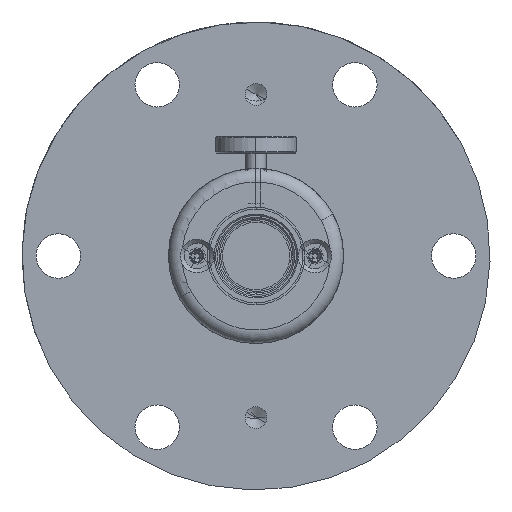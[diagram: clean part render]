
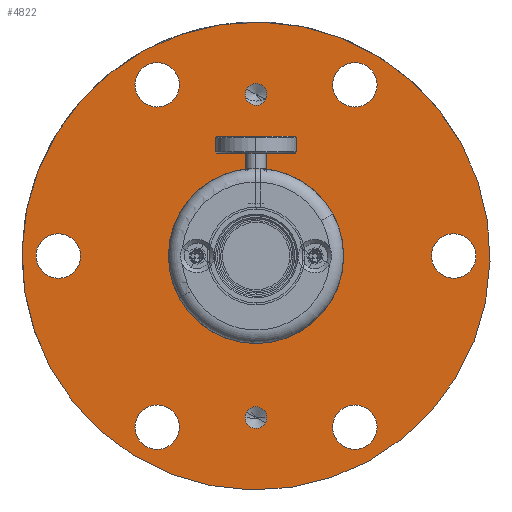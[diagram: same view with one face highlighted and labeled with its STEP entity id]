
A CAD part, front view. The second image highlights one B-rep face of the part: STEP entity #4822.
In plain terms, the highlighted face is planar.
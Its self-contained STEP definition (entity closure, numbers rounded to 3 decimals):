
#4622=AXIS2_PLACEMENT_3D('Circle Axis2P3D',#4620,#4621,$) ;
#4641=AXIS2_PLACEMENT_3D('Circle Axis2P3D',#4639,#4640,$) ;
#4654=AXIS2_PLACEMENT_3D('Plane Axis2P3D',#4651,#4652,#4653) ;
#4658=AXIS2_PLACEMENT_3D('Circle Axis2P3D',#4656,#4657,$) ;
#4667=AXIS2_PLACEMENT_3D('Circle Axis2P3D',#4665,#4666,$) ;
#4676=AXIS2_PLACEMENT_3D('Circle Axis2P3D',#4674,#4675,$) ;
#4685=AXIS2_PLACEMENT_3D('Circle Axis2P3D',#4683,#4684,$) ;
#4694=AXIS2_PLACEMENT_3D('Circle Axis2P3D',#4692,#4693,$) ;
#4703=AXIS2_PLACEMENT_3D('Circle Axis2P3D',#4701,#4702,$) ;
#4716=AXIS2_PLACEMENT_3D('Circle Axis2P3D',#4714,#4715,$) ;
#4725=AXIS2_PLACEMENT_3D('Circle Axis2P3D',#4723,#4724,$) ;
#4734=AXIS2_PLACEMENT_3D('Circle Axis2P3D',#4732,#4733,$) ;
#4743=AXIS2_PLACEMENT_3D('Circle Axis2P3D',#4741,#4742,$) ;
#4752=AXIS2_PLACEMENT_3D('Circle Axis2P3D',#4750,#4751,$) ;
#4761=AXIS2_PLACEMENT_3D('Circle Axis2P3D',#4759,#4760,$) ;
#4770=AXIS2_PLACEMENT_3D('Circle Axis2P3D',#4768,#4769,$) ;
#4779=AXIS2_PLACEMENT_3D('Circle Axis2P3D',#4777,#4778,$) ;
#4788=AXIS2_PLACEMENT_3D('Circle Axis2P3D',#4786,#4787,$) ;
#4797=AXIS2_PLACEMENT_3D('Circle Axis2P3D',#4795,#4796,$) ;
#4806=AXIS2_PLACEMENT_3D('Circle Axis2P3D',#4804,#4805,$) ;
#4815=AXIS2_PLACEMENT_3D('Circle Axis2P3D',#4813,#4814,$) ;
#4617=CARTESIAN_POINT('Vertex',(11.8,4.827,-2.637)) ;
#4620=CARTESIAN_POINT('Axis2P3D Location',(11.8,0.,0.)) ;
#4624=CARTESIAN_POINT('Vertex',(11.8,-4.827,2.637)) ;
#4639=CARTESIAN_POINT('Axis2P3D Location',(11.8,0.,0.)) ;
#4651=CARTESIAN_POINT('Axis2P3D Location',(11.8,34.75,0.)) ;
#4656=CARTESIAN_POINT('Axis2P3D Location',(11.8,0.,0.)) ;
#4660=CARTESIAN_POINT('Vertex',(11.8,-30.496,-16.66)) ;
#4662=CARTESIAN_POINT('Vertex',(11.8,30.496,16.66)) ;
#4665=CARTESIAN_POINT('Axis2P3D Location',(11.8,0.,0.)) ;
#4674=CARTESIAN_POINT('Axis2P3D Location',(11.8,0.,-24.)) ;
#4678=CARTESIAN_POINT('Vertex',(11.8,-1.423,-23.223)) ;
#4680=CARTESIAN_POINT('Vertex',(11.8,1.423,-24.777)) ;
#4683=CARTESIAN_POINT('Axis2P3D Location',(11.8,0.,-24.)) ;
#4692=CARTESIAN_POINT('Axis2P3D Location',(11.8,0.,24.)) ;
#4696=CARTESIAN_POINT('Vertex',(11.8,-1.423,24.777)) ;
#4698=CARTESIAN_POINT('Vertex',(11.8,1.423,23.223)) ;
#4701=CARTESIAN_POINT('Axis2P3D Location',(11.8,0.,24.)) ;
#4714=CARTESIAN_POINT('Axis2P3D Location',(11.8,-29.35,0.)) ;
#4718=CARTESIAN_POINT('Vertex',(11.8,-26.454,1.582)) ;
#4720=CARTESIAN_POINT('Vertex',(11.8,-32.246,-1.582)) ;
#4723=CARTESIAN_POINT('Axis2P3D Location',(11.8,-29.35,0.)) ;
#4732=CARTESIAN_POINT('Axis2P3D Location',(11.8,-14.675,-25.418)) ;
#4736=CARTESIAN_POINT('Vertex',(11.8,-17.571,-27.)) ;
#4738=CARTESIAN_POINT('Vertex',(11.8,-11.779,-23.836)) ;
#4741=CARTESIAN_POINT('Axis2P3D Location',(11.8,-14.675,-25.418)) ;
#4750=CARTESIAN_POINT('Axis2P3D Location',(11.8,14.675,-25.418)) ;
#4754=CARTESIAN_POINT('Vertex',(11.8,11.779,-27.)) ;
#4756=CARTESIAN_POINT('Vertex',(11.8,17.571,-23.836)) ;
#4759=CARTESIAN_POINT('Axis2P3D Location',(11.8,14.675,-25.418)) ;
#4768=CARTESIAN_POINT('Axis2P3D Location',(11.8,29.35,0.)) ;
#4772=CARTESIAN_POINT('Vertex',(11.8,26.454,-1.582)) ;
#4774=CARTESIAN_POINT('Vertex',(11.8,32.246,1.582)) ;
#4777=CARTESIAN_POINT('Axis2P3D Location',(11.8,29.35,0.)) ;
#4786=CARTESIAN_POINT('Axis2P3D Location',(11.8,14.675,25.418)) ;
#4790=CARTESIAN_POINT('Vertex',(11.8,11.779,23.836)) ;
#4792=CARTESIAN_POINT('Vertex',(11.8,17.571,27.)) ;
#4795=CARTESIAN_POINT('Axis2P3D Location',(11.8,14.675,25.418)) ;
#4804=CARTESIAN_POINT('Axis2P3D Location',(11.8,-14.675,25.418)) ;
#4808=CARTESIAN_POINT('Vertex',(11.8,-17.571,23.836)) ;
#4810=CARTESIAN_POINT('Vertex',(11.8,-11.779,27.)) ;
#4813=CARTESIAN_POINT('Axis2P3D Location',(11.8,-14.675,25.418)) ;
#4621=DIRECTION('Axis2P3D Direction',(-1.,0.,-0.)) ;
#4640=DIRECTION('Axis2P3D Direction',(-1.,0.,-0.)) ;
#4652=DIRECTION('Axis2P3D Direction',(1.,0.,0.)) ;
#4653=DIRECTION('Axis2P3D XDirection',(0.,1.,0.)) ;
#4657=DIRECTION('Axis2P3D Direction',(1.,0.,0.)) ;
#4666=DIRECTION('Axis2P3D Direction',(1.,0.,0.)) ;
#4675=DIRECTION('Axis2P3D Direction',(1.,0.,0.)) ;
#4684=DIRECTION('Axis2P3D Direction',(1.,0.,0.)) ;
#4693=DIRECTION('Axis2P3D Direction',(1.,0.,0.)) ;
#4702=DIRECTION('Axis2P3D Direction',(1.,0.,0.)) ;
#4715=DIRECTION('Axis2P3D Direction',(1.,0.,0.)) ;
#4724=DIRECTION('Axis2P3D Direction',(1.,0.,0.)) ;
#4733=DIRECTION('Axis2P3D Direction',(1.,0.,0.)) ;
#4742=DIRECTION('Axis2P3D Direction',(1.,0.,0.)) ;
#4751=DIRECTION('Axis2P3D Direction',(1.,0.,0.)) ;
#4760=DIRECTION('Axis2P3D Direction',(1.,0.,0.)) ;
#4769=DIRECTION('Axis2P3D Direction',(1.,0.,0.)) ;
#4778=DIRECTION('Axis2P3D Direction',(1.,0.,0.)) ;
#4787=DIRECTION('Axis2P3D Direction',(1.,0.,0.)) ;
#4796=DIRECTION('Axis2P3D Direction',(1.,0.,0.)) ;
#4805=DIRECTION('Axis2P3D Direction',(1.,0.,0.)) ;
#4814=DIRECTION('Axis2P3D Direction',(1.,0.,0.)) ;
#4671=ORIENTED_EDGE('',*,*,#4664,.T.) ;
#4672=ORIENTED_EDGE('',*,*,#4669,.T.) ;
#4689=ORIENTED_EDGE('',*,*,#4682,.F.) ;
#4690=ORIENTED_EDGE('',*,*,#4687,.F.) ;
#4707=ORIENTED_EDGE('',*,*,#4700,.F.) ;
#4708=ORIENTED_EDGE('',*,*,#4705,.F.) ;
#4711=ORIENTED_EDGE('',*,*,#4643,.F.) ;
#4712=ORIENTED_EDGE('',*,*,#4626,.F.) ;
#4729=ORIENTED_EDGE('',*,*,#4722,.F.) ;
#4730=ORIENTED_EDGE('',*,*,#4727,.F.) ;
#4747=ORIENTED_EDGE('',*,*,#4740,.F.) ;
#4748=ORIENTED_EDGE('',*,*,#4745,.F.) ;
#4765=ORIENTED_EDGE('',*,*,#4758,.F.) ;
#4766=ORIENTED_EDGE('',*,*,#4763,.F.) ;
#4783=ORIENTED_EDGE('',*,*,#4776,.F.) ;
#4784=ORIENTED_EDGE('',*,*,#4781,.F.) ;
#4801=ORIENTED_EDGE('',*,*,#4794,.F.) ;
#4802=ORIENTED_EDGE('',*,*,#4799,.F.) ;
#4819=ORIENTED_EDGE('',*,*,#4812,.F.) ;
#4820=ORIENTED_EDGE('',*,*,#4817,.F.) ;
#4691=FACE_BOUND('',#4688,.T.) ;
#4709=FACE_BOUND('',#4706,.T.) ;
#4713=FACE_BOUND('',#4710,.T.) ;
#4731=FACE_BOUND('',#4728,.T.) ;
#4749=FACE_BOUND('',#4746,.T.) ;
#4767=FACE_BOUND('',#4764,.T.) ;
#4785=FACE_BOUND('',#4782,.T.) ;
#4803=FACE_BOUND('',#4800,.T.) ;
#4821=FACE_BOUND('',#4818,.T.) ;
#4822=ADVANCED_FACE('Hauptk\X2\00F6\X0\rper',(#4673,#4691,#4709,#4713,#4731,#4749,#4767,#4785,#4803,#4821),#4655,.T.) ;
#4623=CIRCLE('generated circle',#4622,5.5) ;
#4642=CIRCLE('generated circle',#4641,5.5) ;
#4659=CIRCLE('generated circle',#4658,34.75) ;
#4668=CIRCLE('generated circle',#4667,34.75) ;
#4677=CIRCLE('generated circle',#4676,1.621) ;
#4686=CIRCLE('generated circle',#4685,1.621) ;
#4695=CIRCLE('generated circle',#4694,1.621) ;
#4704=CIRCLE('generated circle',#4703,1.621) ;
#4717=CIRCLE('generated circle',#4716,3.3) ;
#4726=CIRCLE('generated circle',#4725,3.3) ;
#4735=CIRCLE('generated circle',#4734,3.3) ;
#4744=CIRCLE('generated circle',#4743,3.3) ;
#4753=CIRCLE('generated circle',#4752,3.3) ;
#4762=CIRCLE('generated circle',#4761,3.3) ;
#4771=CIRCLE('generated circle',#4770,3.3) ;
#4780=CIRCLE('generated circle',#4779,3.3) ;
#4789=CIRCLE('generated circle',#4788,3.3) ;
#4798=CIRCLE('generated circle',#4797,3.3) ;
#4807=CIRCLE('generated circle',#4806,3.3) ;
#4816=CIRCLE('generated circle',#4815,3.3) ;
#4626=EDGE_CURVE('',#4618,#4625,#4623,.F.) ;
#4643=EDGE_CURVE('',#4625,#4618,#4642,.F.) ;
#4664=EDGE_CURVE('',#4661,#4663,#4659,.T.) ;
#4669=EDGE_CURVE('',#4663,#4661,#4668,.T.) ;
#4682=EDGE_CURVE('',#4679,#4681,#4677,.T.) ;
#4687=EDGE_CURVE('',#4681,#4679,#4686,.T.) ;
#4700=EDGE_CURVE('',#4697,#4699,#4695,.T.) ;
#4705=EDGE_CURVE('',#4699,#4697,#4704,.T.) ;
#4722=EDGE_CURVE('',#4719,#4721,#4717,.T.) ;
#4727=EDGE_CURVE('',#4721,#4719,#4726,.T.) ;
#4740=EDGE_CURVE('',#4737,#4739,#4735,.T.) ;
#4745=EDGE_CURVE('',#4739,#4737,#4744,.T.) ;
#4758=EDGE_CURVE('',#4755,#4757,#4753,.T.) ;
#4763=EDGE_CURVE('',#4757,#4755,#4762,.T.) ;
#4776=EDGE_CURVE('',#4773,#4775,#4771,.T.) ;
#4781=EDGE_CURVE('',#4775,#4773,#4780,.T.) ;
#4794=EDGE_CURVE('',#4791,#4793,#4789,.T.) ;
#4799=EDGE_CURVE('',#4793,#4791,#4798,.T.) ;
#4812=EDGE_CURVE('',#4809,#4811,#4807,.T.) ;
#4817=EDGE_CURVE('',#4811,#4809,#4816,.T.) ;
#4670=EDGE_LOOP('',(#4671,#4672)) ;
#4688=EDGE_LOOP('',(#4689,#4690)) ;
#4706=EDGE_LOOP('',(#4707,#4708)) ;
#4710=EDGE_LOOP('',(#4711,#4712)) ;
#4728=EDGE_LOOP('',(#4729,#4730)) ;
#4746=EDGE_LOOP('',(#4747,#4748)) ;
#4764=EDGE_LOOP('',(#4765,#4766)) ;
#4782=EDGE_LOOP('',(#4783,#4784)) ;
#4800=EDGE_LOOP('',(#4801,#4802)) ;
#4818=EDGE_LOOP('',(#4819,#4820)) ;
#4673=FACE_OUTER_BOUND('',#4670,.T.) ;
#4655=PLANE('',#4654) ;
#4618=VERTEX_POINT('',#4617) ;
#4625=VERTEX_POINT('',#4624) ;
#4661=VERTEX_POINT('',#4660) ;
#4663=VERTEX_POINT('',#4662) ;
#4679=VERTEX_POINT('',#4678) ;
#4681=VERTEX_POINT('',#4680) ;
#4697=VERTEX_POINT('',#4696) ;
#4699=VERTEX_POINT('',#4698) ;
#4719=VERTEX_POINT('',#4718) ;
#4721=VERTEX_POINT('',#4720) ;
#4737=VERTEX_POINT('',#4736) ;
#4739=VERTEX_POINT('',#4738) ;
#4755=VERTEX_POINT('',#4754) ;
#4757=VERTEX_POINT('',#4756) ;
#4773=VERTEX_POINT('',#4772) ;
#4775=VERTEX_POINT('',#4774) ;
#4791=VERTEX_POINT('',#4790) ;
#4793=VERTEX_POINT('',#4792) ;
#4809=VERTEX_POINT('',#4808) ;
#4811=VERTEX_POINT('',#4810) ;
